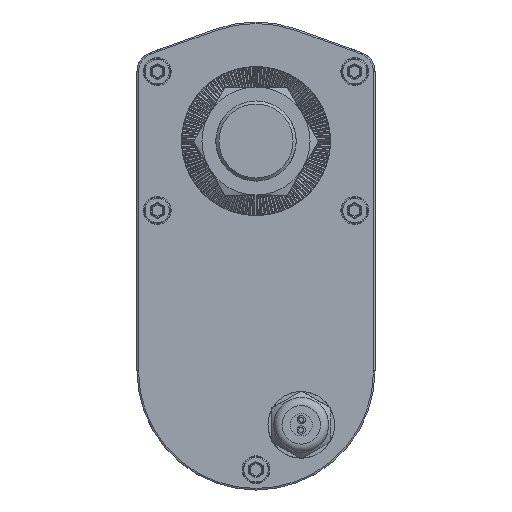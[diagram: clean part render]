
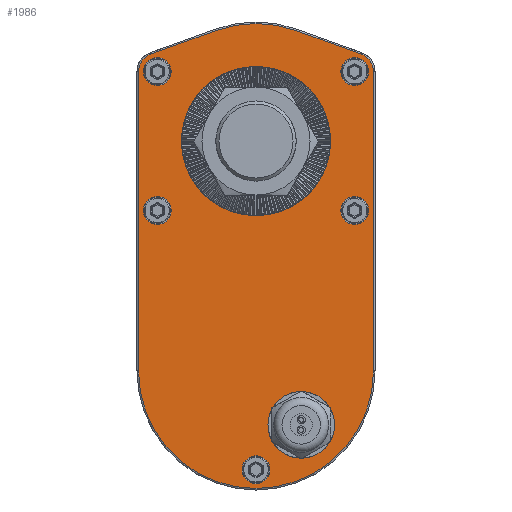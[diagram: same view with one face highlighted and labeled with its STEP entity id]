
A CAD part, front view. The second image highlights one B-rep face of the part: STEP entity #1986.
In plain terms, the highlighted planar face has unit normal (0, -1, 0).
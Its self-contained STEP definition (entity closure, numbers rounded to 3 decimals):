
#1986 = ADVANCED_FACE( '', ( #4394, #4395, #4396, #4397, #4398, #4399, #4400, #4401 ), #4402, .T. );
#4394 = FACE_BOUND( '', #10601, .T. );
#4395 = FACE_BOUND( '', #10602, .T. );
#4396 = FACE_BOUND( '', #10603, .T. );
#4397 = FACE_BOUND( '', #10604, .T. );
#4398 = FACE_BOUND( '', #10605, .T. );
#4399 = FACE_BOUND( '', #10606, .T. );
#4400 = FACE_OUTER_BOUND( '', #10607, .T. );
#4401 = FACE_BOUND( '', #10608, .T. );
#4402 = PLANE( '', #10609 );
#10601 = EDGE_LOOP( '', ( #18916 ) );
#10602 = EDGE_LOOP( '', ( #18917 ) );
#10603 = EDGE_LOOP( '', ( #18918 ) );
#10604 = EDGE_LOOP( '', ( #18919 ) );
#10605 = EDGE_LOOP( '', ( #18920 ) );
#10606 = EDGE_LOOP( '', ( #18921 ) );
#10607 = EDGE_LOOP( '', ( #18922, #18923, #18924, #18925, #18926, #18927, #18928, #18929 ) );
#10608 = EDGE_LOOP( '', ( #18930 ) );
#10609 = AXIS2_PLACEMENT_3D( '', #18931, #18932, #18933 );
#18916 = ORIENTED_EDGE( '', *, *, #24699, .F. );
#18917 = ORIENTED_EDGE( '', *, *, #24700, .T. );
#18918 = ORIENTED_EDGE( '', *, *, #24701, .T. );
#18919 = ORIENTED_EDGE( '', *, *, #24702, .T. );
#18920 = ORIENTED_EDGE( '', *, *, #24703, .T. );
#18921 = ORIENTED_EDGE( '', *, *, #24704, .T. );
#18922 = ORIENTED_EDGE( '', *, *, #23288, .T. );
#18923 = ORIENTED_EDGE( '', *, *, #24705, .T. );
#18924 = ORIENTED_EDGE( '', *, *, #24565, .T. );
#18925 = ORIENTED_EDGE( '', *, *, #24351, .T. );
#18926 = ORIENTED_EDGE( '', *, *, #23680, .T. );
#18927 = ORIENTED_EDGE( '', *, *, #24706, .T. );
#18928 = ORIENTED_EDGE( '', *, *, #24421, .T. );
#18929 = ORIENTED_EDGE( '', *, *, #24707, .T. );
#18930 = ORIENTED_EDGE( '', *, *, #24064, .F. );
#18931 = CARTESIAN_POINT( '', ( 0., 24.5, -74.5 ) );
#18932 = DIRECTION( '', ( 0., -1., 0. ) );
#18933 = DIRECTION( '', ( 0., 0., -1. ) );
#23288 = EDGE_CURVE( '', #27156, #27161, #27163, .T. );
#23680 = EDGE_CURVE( '', #27763, #27761, #27764, .T. );
#24064 = EDGE_CURVE( '', #28332, #28332, #28333, .T. );
#24351 = EDGE_CURVE( '', #28766, #27763, #28767, .T. );
#24421 = EDGE_CURVE( '', #28856, #28860, #28862, .T. );
#24565 = EDGE_CURVE( '', #29036, #28766, #29037, .T. );
#24699 = EDGE_CURVE( '', #29196, #29196, #29197, .T. );
#24700 = EDGE_CURVE( '', #29198, #29198, #29199, .T. );
#24701 = EDGE_CURVE( '', #29200, #29200, #29201, .T. );
#24702 = EDGE_CURVE( '', #29202, #29202, #29203, .T. );
#24703 = EDGE_CURVE( '', #29204, #29204, #29205, .T. );
#24704 = EDGE_CURVE( '', #29206, #29206, #29207, .T. );
#24705 = EDGE_CURVE( '', #27161, #29036, #29208, .T. );
#24706 = EDGE_CURVE( '', #27761, #28856, #29209, .T. );
#24707 = EDGE_CURVE( '', #28860, #27156, #29210, .T. );
#27156 = VERTEX_POINT( '', #33422 );
#27161 = VERTEX_POINT( '', #33427 );
#27163 = CIRCLE( '', #33429, 6.08 );
#27761 = VERTEX_POINT( '', #34802 );
#27763 = VERTEX_POINT( '', #34804 );
#27764 = CIRCLE( '', #34805, 6.08 );
#28332 = VERTEX_POINT( '', #36119 );
#28333 = CIRCLE( '', #36120, 24.1 );
#28766 = VERTEX_POINT( '', #36613 );
#28767 = LINE( '', #36614, #36615 );
#28856 = VERTEX_POINT( '', #36989 );
#28860 = VERTEX_POINT( '', #36993 );
#28862 = CIRCLE( '', #36995, 38.08 );
#29036 = VERTEX_POINT( '', #37334 );
#29037 = CIRCLE( '', #37335, 38.08 );
#29196 = VERTEX_POINT( '', #37846 );
#29197 = CIRCLE( '', #37847, 7.875 );
#29198 = VERTEX_POINT( '', #37848 );
#29199 = CIRCLE( '', #37849, 4.5 );
#29200 = VERTEX_POINT( '', #37850 );
#29201 = CIRCLE( '', #37851, 4.5 );
#29202 = VERTEX_POINT( '', #37852 );
#29203 = CIRCLE( '', #37853, 4.5 );
#29204 = VERTEX_POINT( '', #37854 );
#29205 = CIRCLE( '', #37855, 4.5 );
#29206 = VERTEX_POINT( '', #37856 );
#29207 = CIRCLE( '', #37857, 4.5 );
#29208 = LINE( '', #37858, #37859 );
#29209 = LINE( '', #37860, #37861 );
#29210 = LINE( '', #37862, #37863 );
#33422 = CARTESIAN_POINT( '', ( 38.08, 24.5, 22.46 ) );
#33427 = CARTESIAN_POINT( '', ( 34.067, 24.5, 28.178 ) );
#33429 = AXIS2_PLACEMENT_3D( '', #40808, #40809, #40810 );
#34802 = CARTESIAN_POINT( '', ( -38.08, 24.5, 22.46 ) );
#34804 = CARTESIAN_POINT( '', ( -34.067, 24.5, 28.178 ) );
#34805 = AXIS2_PLACEMENT_3D( '', #41261, #41262, #41263 );
#36119 = CARTESIAN_POINT( '', ( 0., 24.5, -24.1 ) );
#36120 = AXIS2_PLACEMENT_3D( '', #41683, #41684, #41685 );
#36613 = CARTESIAN_POINT( '', ( -12.944, 24.5, 35.813 ) );
#36614 = CARTESIAN_POINT( '', ( -36.76, 24.5, 27.204 ) );
#36615 = VECTOR( '', #42399, 1000. );
#36989 = CARTESIAN_POINT( '', ( -38.08, 24.5, -74.5 ) );
#36993 = CARTESIAN_POINT( '', ( 38.08, 24.5, -74.5 ) );
#36995 = AXIS2_PLACEMENT_3D( '', #42459, #42460, #42461 );
#37334 = CARTESIAN_POINT( '', ( 12.944, 24.5, 35.813 ) );
#37335 = AXIS2_PLACEMENT_3D( '', #42568, #42569, #42570 );
#37846 = CARTESIAN_POINT( '', ( 14.66, 24.5, -99.845 ) );
#37847 = AXIS2_PLACEMENT_3D( '', #42670, #42671, #42672 );
#37848 = CARTESIAN_POINT( '', ( 32., 24.5, 18. ) );
#37849 = AXIS2_PLACEMENT_3D( '', #42673, #42674, #42675 );
#37850 = CARTESIAN_POINT( '', ( 32., 24.5, -27. ) );
#37851 = AXIS2_PLACEMENT_3D( '', #42676, #42677, #42678 );
#37852 = CARTESIAN_POINT( '', ( -32., 24.5, -27. ) );
#37853 = AXIS2_PLACEMENT_3D( '', #42679, #42680, #42681 );
#37854 = CARTESIAN_POINT( '', ( 0., 24.5, -111. ) );
#37855 = AXIS2_PLACEMENT_3D( '', #42682, #42683, #42684 );
#37856 = CARTESIAN_POINT( '', ( -32., 24.5, 18. ) );
#37857 = AXIS2_PLACEMENT_3D( '', #42685, #42686, #42687 );
#37858 = CARTESIAN_POINT( '', ( 36.76, 24.5, 27.204 ) );
#37859 = VECTOR( '', #42688, 1000. );
#37860 = CARTESIAN_POINT( '', ( -38.08, 24.5, -74.5 ) );
#37861 = VECTOR( '', #42689, 1000. );
#37862 = CARTESIAN_POINT( '', ( 38.08, 24.5, -74.5 ) );
#37863 = VECTOR( '', #42690, 1000. );
#40808 = CARTESIAN_POINT( '', ( 32., 24.5, 22.46 ) );
#40809 = DIRECTION( '', ( 0., -1., 0. ) );
#40810 = DIRECTION( '', ( 0., 0., -1. ) );
#41261 = CARTESIAN_POINT( '', ( -32., 24.5, 22.46 ) );
#41262 = DIRECTION( '', ( 0., -1., 0. ) );
#41263 = DIRECTION( '', ( 0., 0., -1. ) );
#41683 = CARTESIAN_POINT( '', ( 0., 24.5, 0. ) );
#41684 = DIRECTION( '', ( 0., -1., 0. ) );
#41685 = DIRECTION( '', ( 0., 0., -1. ) );
#42399 = DIRECTION( '', ( -0.94, 0., -0.34 ) );
#42459 = CARTESIAN_POINT( '', ( 0., 24.5, -74.5 ) );
#42460 = DIRECTION( '', ( 0., -1., 0. ) );
#42461 = DIRECTION( '', ( 0., 0., -1. ) );
#42568 = CARTESIAN_POINT( '', ( 0., 24.5, 0. ) );
#42569 = DIRECTION( '', ( 0., -1., 0. ) );
#42570 = DIRECTION( '', ( 0., 0., -1. ) );
#42670 = CARTESIAN_POINT( '', ( 14.66, 24.5, -91.97 ) );
#42671 = DIRECTION( '', ( 0., -1., 0. ) );
#42672 = DIRECTION( '', ( 0., 0., -1. ) );
#42673 = CARTESIAN_POINT( '', ( 32., 24.5, 22.5 ) );
#42674 = DIRECTION( '', ( 0., 1., 0. ) );
#42675 = DIRECTION( '', ( 0., 0., -1. ) );
#42676 = CARTESIAN_POINT( '', ( 32., 24.5, -22.5 ) );
#42677 = DIRECTION( '', ( 0., 1., 0. ) );
#42678 = DIRECTION( '', ( 0., 0., -1. ) );
#42679 = CARTESIAN_POINT( '', ( -32., 24.5, -22.5 ) );
#42680 = DIRECTION( '', ( 0., 1., 0. ) );
#42681 = DIRECTION( '', ( 0., 0., -1. ) );
#42682 = CARTESIAN_POINT( '', ( 0., 24.5, -106.5 ) );
#42683 = DIRECTION( '', ( 0., 1., 0. ) );
#42684 = DIRECTION( '', ( 0., 0., -1. ) );
#42685 = CARTESIAN_POINT( '', ( -32., 24.5, 22.5 ) );
#42686 = DIRECTION( '', ( 0., 1., 0. ) );
#42687 = DIRECTION( '', ( 0., 0., -1. ) );
#42688 = DIRECTION( '', ( -0.94, 0., 0.34 ) );
#42689 = DIRECTION( '', ( 0., 0., -1. ) );
#42690 = DIRECTION( '', ( 0., 0., 1. ) );
